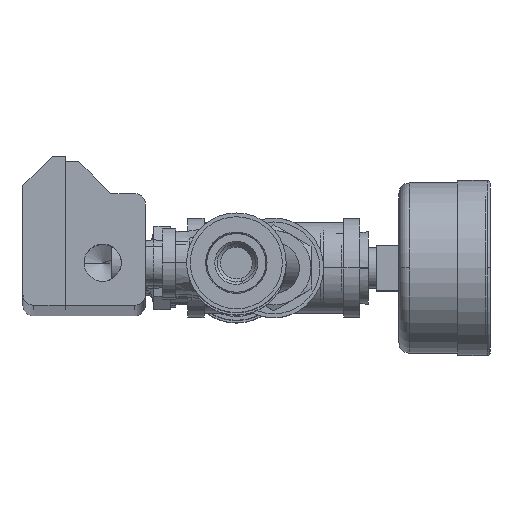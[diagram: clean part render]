
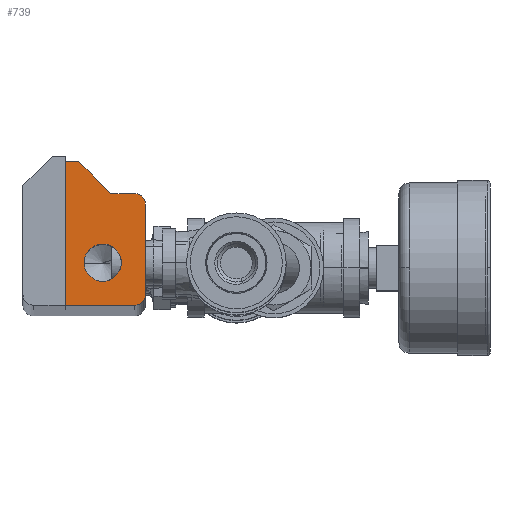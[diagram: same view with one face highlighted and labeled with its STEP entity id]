
A CAD part, top view. The second image highlights one B-rep face of the part: STEP entity #739.
In plain terms, the highlighted planar face has unit normal (0, 0, 1).
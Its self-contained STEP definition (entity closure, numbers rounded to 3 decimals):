
#739=ADVANCED_FACE('',(#2798,#2799),#2800,.F.);
#2798=FACE_BOUND('',#6798,.T.);
#2799=FACE_OUTER_BOUND('',#6799,.T.);
#2800=PLANE('',#6800);
#6798=EDGE_LOOP('',(#12737,#12738));
#6799=EDGE_LOOP('',(#12739,#12740,#12741,#12742,#12743,#12744,#12745,#12746));
#6800=AXIS2_PLACEMENT_3D('',#12747,#12748,#12749);
#12737=ORIENTED_EDGE('',*,*,#25475,.T.);
#12738=ORIENTED_EDGE('',*,*,#25431,.T.);
#12739=ORIENTED_EDGE('',*,*,#25573,.F.);
#12740=ORIENTED_EDGE('',*,*,#25556,.F.);
#12741=ORIENTED_EDGE('',*,*,#25560,.F.);
#12742=ORIENTED_EDGE('',*,*,#25563,.F.);
#12743=ORIENTED_EDGE('',*,*,#25566,.F.);
#12744=ORIENTED_EDGE('',*,*,#25568,.F.);
#12745=ORIENTED_EDGE('',*,*,#25499,.F.);
#12746=ORIENTED_EDGE('',*,*,#25571,.F.);
#12747=CARTESIAN_POINT('',(80.004,19.642,1828.8));
#12748=DIRECTION('',(0.0,0.,-1.0));
#12749=DIRECTION('',(1.0,0.0,0.0));
#25431=EDGE_CURVE('',#29869,#29866,#29870,.T.);
#25475=EDGE_CURVE('',#29866,#29869,#29938,.T.);
#25499=EDGE_CURVE('',#29963,#29965,#29966,.T.);
#25556=EDGE_CURVE('',#30024,#30026,#30027,.T.);
#25560=EDGE_CURVE('',#30031,#30024,#30033,.T.);
#25563=EDGE_CURVE('',#30036,#30031,#30038,.T.);
#25566=EDGE_CURVE('',#30041,#30036,#30043,.T.);
#25568=EDGE_CURVE('',#29965,#30041,#30045,.T.);
#25571=EDGE_CURVE('',#30048,#29963,#30050,.T.);
#25573=EDGE_CURVE('',#30026,#30048,#30052,.T.);
#29866=VERTEX_POINT('',#36945);
#29869=VERTEX_POINT('',#36949);
#29870=CIRCLE('',#36950,5.556);
#29938=CIRCLE('',#37039,5.556);
#29963=VERTEX_POINT('',#37065);
#29965=VERTEX_POINT('',#37068);
#29966=LINE('',#37069,#37070);
#30024=VERTEX_POINT('',#37130);
#30026=VERTEX_POINT('',#37133);
#30027=LINE('',#37134,#37135);
#30031=VERTEX_POINT('',#37141);
#30033=LINE('',#37144,#37145);
#30036=VERTEX_POINT('',#37149);
#30038=LINE('',#37152,#37153);
#30041=VERTEX_POINT('',#37157);
#30043=LINE('',#37160,#37161);
#30045=CIRCLE('',#37163,3.175);
#30048=VERTEX_POINT('',#37166);
#30050=CIRCLE('',#37169,3.175);
#30052=LINE('',#37172,#37173);
#36945=CARTESIAN_POINT('',(74.935,12.7,1828.8));
#36949=CARTESIAN_POINT('',(86.048,12.7,1828.8));
#36950=AXIS2_PLACEMENT_3D('',#50401,#50402,#50403);
#37039=AXIS2_PLACEMENT_3D('',#50491,#50492,#50493);
#37065=CARTESIAN_POINT('',(93.192,30.163,1828.8));
#37068=CARTESIAN_POINT('',(93.192,3.175,1828.8));
#37069=CARTESIAN_POINT('',(93.192,30.163,1828.8));
#37070=VECTOR('',#50559,26.988);
#37130=CARTESIAN_POINT('',(73.348,42.863,1828.8));
#37133=CARTESIAN_POINT('',(82.873,33.338,1828.8));
#37134=CARTESIAN_POINT('',(73.348,42.863,1828.8));
#37135=VECTOR('',#50722,13.47);
#37141=CARTESIAN_POINT('',(69.379,42.863,1828.8));
#37144=CARTESIAN_POINT('',(69.379,42.863,1828.8));
#37145=VECTOR('',#50726,3.969);
#37149=CARTESIAN_POINT('',(69.379,0.0,1828.8));
#37152=CARTESIAN_POINT('',(69.379,0.0,1828.8));
#37153=VECTOR('',#50729,42.863);
#37157=CARTESIAN_POINT('',(90.017,0.0,1828.8));
#37160=CARTESIAN_POINT('',(90.017,0.0,1828.8));
#37161=VECTOR('',#50732,20.638);
#37163=AXIS2_PLACEMENT_3D('',#50736,#50737,#50738);
#37166=CARTESIAN_POINT('',(90.017,33.338,1828.8));
#37169=AXIS2_PLACEMENT_3D('',#50743,#50744,#50745);
#37172=CARTESIAN_POINT('',(82.873,33.338,1828.8));
#37173=VECTOR('',#50747,7.144);
#50401=CARTESIAN_POINT('',(80.492,12.7,1828.8));
#50402=DIRECTION('',(-0.0,0.,-1.0));
#50403=DIRECTION('',(-1.0,0.0,0.0));
#50491=CARTESIAN_POINT('',(80.492,12.7,1828.8));
#50492=DIRECTION('',(-0.0,0.,-1.0));
#50493=DIRECTION('',(-1.0,0.0,0.0));
#50559=DIRECTION('',(0.0,-1.0,0.));
#50722=DIRECTION('',(0.707,-0.707,0.));
#50726=DIRECTION('',(1.0,0.,0.));
#50729=DIRECTION('',(0.,1.0,0.));
#50732=DIRECTION('',(-1.0,0.,0.));
#50736=CARTESIAN_POINT('',(90.017,3.175,1828.8));
#50737=DIRECTION('',(0.0,0.,-1.0));
#50738=DIRECTION('',(1.0,0.0,0.0));
#50743=CARTESIAN_POINT('',(90.017,30.163,1828.8));
#50744=DIRECTION('',(0.0,0.,-1.0));
#50745=DIRECTION('',(0.0,1.0,0.));
#50747=DIRECTION('',(1.0,0.,0.));
